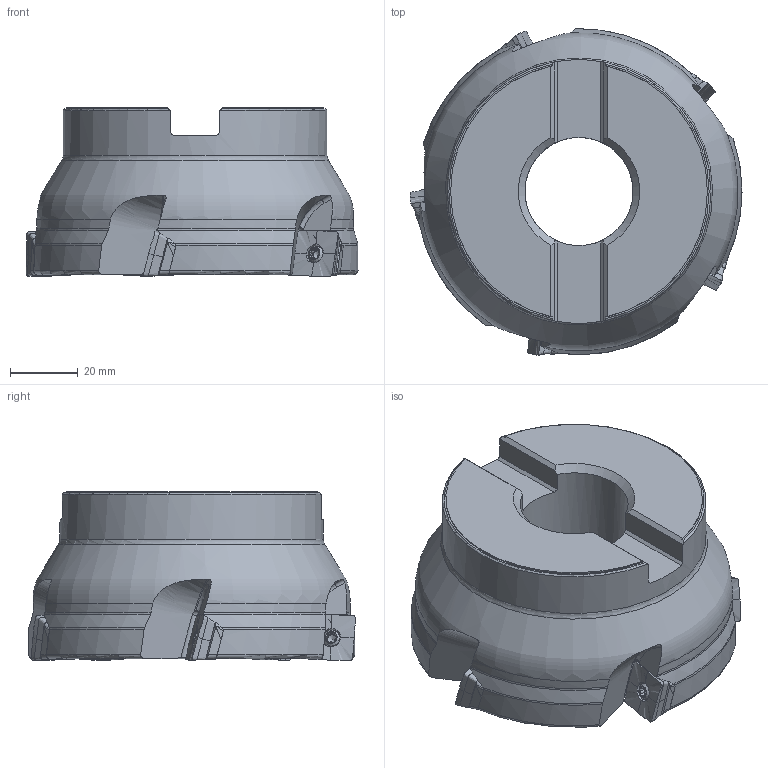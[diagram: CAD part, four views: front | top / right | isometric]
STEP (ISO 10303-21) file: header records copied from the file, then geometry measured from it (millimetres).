
FILE_DESCRIPTION(/* description */ (''),/* implementation_level */ '2;1');
FILE_NAME(/* name */ 'toolassembly_1.stp',/* time_stamp */ '2018-06-25T16:05:07+02:00',/* author */ (''),/* organization */ ('SMS'),/* preprocessor_version */ 'ST-DEVELOPER v15',/* originating_system */ 'SIEMENS PLM Software NX 8.5',/* authorisation */ '');
FILE_SCHEMA (('AUTOMOTIVE_DESIGN { 1 0 10303 214 3 1 1 1 }'));
Length unit declared in the file: millimetre
Products named in the file (4): ASSEMBLY_CONSTRUCTION; CUT_20180625160442; NOCUT_20180625160437; TOOLASSEMBLY_1
Assembly tree (7 placements, depth 2):
  TOOLASSEMBLY_1
    NOCUT_20180625160437
    CUT_20180625160442  x5
    ASSEMBLY_CONSTRUCTION
Bounding box: 98.24 x 96.67 x 50 mm (x, y, z)
Volume: 218773 mm3; surface area: 34359.3 mm2
Topology: 6 solids, 6 shells, 546 faces, 1439 edges, 918 vertices
Faces by surface type: plane 200, bspline 100, cone 72, cylinder 60, extrusion 60, torus 48, sphere 5, revolution 1
Full cylindrical faces by diameter (mm): 3.5 x5, 4.1 x5, 4.9 x5, 32.013 x1, 45 x1, 78 x1
Entity records: 30036 total; most frequent: CARTESIAN_POINT 19208, ORIENTED_EDGE 2326, DIRECTION 2002, EDGE_CURVE 1163, AXIS2_PLACEMENT_3D 814, VERTEX_POINT 772, EDGE_LOOP 520, ADVANCED_FACE 458
